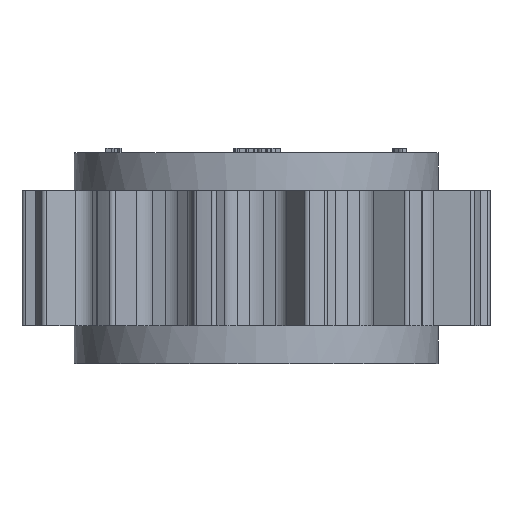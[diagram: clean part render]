
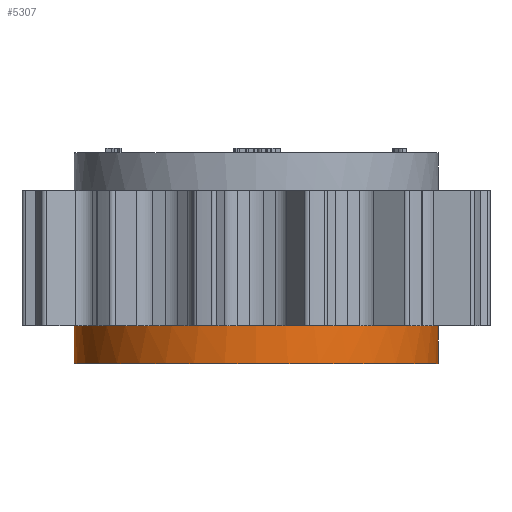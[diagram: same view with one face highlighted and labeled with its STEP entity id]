
A CAD part, front view. The second image highlights one B-rep face of the part: STEP entity #5307.
In plain terms, the highlighted cylindrical face has radius 21.572 mm (diameter 43.143 mm), a partial arc.
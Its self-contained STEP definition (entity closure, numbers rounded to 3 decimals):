
#473 = AXIS2_PLACEMENT_3D ( 'NONE', #7829, #19263, #14169 ) ;
#491 = DIRECTION ( 'NONE',  ( 0., 0., 1. ) ) ;
#513 = LINE ( 'NONE', #11614, #4982 ) ;
#533 = CYLINDRICAL_SURFACE ( 'NONE', #1238, 21.571 ) ;
#765 = CIRCLE ( 'NONE', #19009, 21.571 ) ;
#1080 = VECTOR ( 'NONE', #16080, 1000. ) ;
#1211 = ORIENTED_EDGE ( 'NONE', *, *, #8704, .F. ) ;
#1238 = AXIS2_PLACEMENT_3D ( 'NONE', #3853, #8317, #14949 ) ;
#1462 = EDGE_CURVE ( 'NONE', #17702, #14204, #11280, .T. ) ;
#1720 = CARTESIAN_POINT ( 'NONE',  ( 0., 0., -8. ) ) ;
#2551 = DIRECTION ( 'NONE',  ( -1., 0., 0. ) ) ;
#3092 = CARTESIAN_POINT ( 'NONE',  ( 0., 0., -8. ) ) ;
#3589 = DIRECTION ( 'NONE',  ( -1., 0., 0. ) ) ;
#3818 = AXIS2_PLACEMENT_3D ( 'NONE', #8891, #10654, #4036 ) ;
#3830 = CIRCLE ( 'NONE', #7786, 21.571 ) ;
#3853 = CARTESIAN_POINT ( 'NONE',  ( 0., 0., 12.5 ) ) ;
#4036 = DIRECTION ( 'NONE',  ( -1., 0., 0. ) ) ;
#4617 = VERTEX_POINT ( 'NONE', #5491 ) ;
#4982 = VECTOR ( 'NONE', #6931, 1000. ) ;
#5307 = ADVANCED_FACE ( 'NONE', ( #6753 ), #533, .T. ) ;
#5491 = CARTESIAN_POINT ( 'NONE',  ( -10.025, -19.101, -8. ) ) ;
#5934 = AXIS2_PLACEMENT_3D ( 'NONE', #14348, #12890, #9361 ) ;
#6112 = DIRECTION ( 'NONE',  ( 0., 0., 1. ) ) ;
#6171 = CARTESIAN_POINT ( 'NONE',  ( -17.753, -12.254, -8. ) ) ;
#6309 = EDGE_CURVE ( 'NONE', #7592, #17702, #7593, .T. ) ;
#6457 = ORIENTED_EDGE ( 'NONE', *, *, #15549, .F. ) ;
#6519 = CARTESIAN_POINT ( 'NONE',  ( -21.571, 0., 12.5 ) ) ;
#6753 = FACE_OUTER_BOUND ( 'NONE', #14491, .T. ) ;
#6931 = DIRECTION ( 'NONE',  ( 0., 0., -1. ) ) ;
#7194 = VERTEX_POINT ( 'NONE', #12434 ) ;
#7269 = VERTEX_POINT ( 'NONE', #19186 ) ;
#7304 = VERTEX_POINT ( 'NONE', #10334 ) ;
#7592 = VERTEX_POINT ( 'NONE', #19337 ) ;
#7593 = CIRCLE ( 'NONE', #5934, 21.571 ) ;
#7751 = ORIENTED_EDGE ( 'NONE', *, *, #13287, .F. ) ;
#7786 = AXIS2_PLACEMENT_3D ( 'NONE', #16779, #491, #2551 ) ;
#7829 = CARTESIAN_POINT ( 'NONE',  ( 0., 0., -12.5 ) ) ;
#7920 = CARTESIAN_POINT ( 'NONE',  ( 0., 0., -8. ) ) ;
#8137 = DIRECTION ( 'NONE',  ( -1., 0., 0. ) ) ;
#8317 = DIRECTION ( 'NONE',  ( 0., 0., -1. ) ) ;
#8704 = EDGE_CURVE ( 'NONE', #7194, #16171, #13768, .T. ) ;
#8891 = CARTESIAN_POINT ( 'NONE',  ( 0., 0., -8. ) ) ;
#9165 = ORIENTED_EDGE ( 'NONE', *, *, #6309, .F. ) ;
#9361 = DIRECTION ( 'NONE',  ( -1., 0., 0. ) ) ;
#9417 = CIRCLE ( 'NONE', #11751, 21.571 ) ;
#9419 = DIRECTION ( 'NONE',  ( -1., 0., 0. ) ) ;
#9617 = DIRECTION ( 'NONE',  ( 0., 0., 1. ) ) ;
#9765 = ORIENTED_EDGE ( 'NONE', *, *, #15277, .T. ) ;
#10288 = CIRCLE ( 'NONE', #11623, 21.571 ) ;
#10334 = CARTESIAN_POINT ( 'NONE',  ( 0., -21.571, -8. ) ) ;
#10654 = DIRECTION ( 'NONE',  ( 0., 0., 1. ) ) ;
#11007 = EDGE_CURVE ( 'NONE', #16171, #17131, #10288, .T. ) ;
#11172 = DIRECTION ( 'NONE',  ( 0., 0., 1. ) ) ;
#11190 = DIRECTION ( 'NONE',  ( -1., 0., 0. ) ) ;
#11280 = CIRCLE ( 'NONE', #13936, 21.571 ) ;
#11393 = CIRCLE ( 'NONE', #19023, 21.571 ) ;
#11474 = DIRECTION ( 'NONE',  ( 0., 0., 1. ) ) ;
#11509 = CARTESIAN_POINT ( 'NONE',  ( 21.571, 0., -12.5 ) ) ;
#11614 = CARTESIAN_POINT ( 'NONE',  ( 21.571, 0., 12.5 ) ) ;
#11623 = AXIS2_PLACEMENT_3D ( 'NONE', #3092, #9617, #9419 ) ;
#11751 = AXIS2_PLACEMENT_3D ( 'NONE', #1720, #11172, #17415 ) ;
#12161 = EDGE_CURVE ( 'NONE', #4617, #7304, #9417, .T. ) ;
#12197 = CARTESIAN_POINT ( 'NONE',  ( 21.414, -2.6, -8. ) ) ;
#12335 = CARTESIAN_POINT ( 'NONE',  ( -21.414, -2.6, -8. ) ) ;
#12434 = CARTESIAN_POINT ( 'NONE',  ( -21.571, 0., -8. ) ) ;
#12440 = EDGE_CURVE ( 'NONE', #7269, #16428, #19711, .T. ) ;
#12809 = DIRECTION ( 'NONE',  ( 0., 0., 1. ) ) ;
#12890 = DIRECTION ( 'NONE',  ( 0., 0., 1. ) ) ;
#12961 = LINE ( 'NONE', #6519, #1080 ) ;
#12981 = ORIENTED_EDGE ( 'NONE', *, *, #12440, .T. ) ;
#13287 = EDGE_CURVE ( 'NONE', #7304, #7592, #3830, .T. ) ;
#13731 = ORIENTED_EDGE ( 'NONE', *, *, #15058, .F. ) ;
#13768 = CIRCLE ( 'NONE', #3818, 21.571 ) ;
#13936 = AXIS2_PLACEMENT_3D ( 'NONE', #17812, #11474, #3589 ) ;
#14169 = DIRECTION ( 'NONE',  ( 1., 0., 0. ) ) ;
#14204 = VERTEX_POINT ( 'NONE', #12197 ) ;
#14278 = VERTEX_POINT ( 'NONE', #15520 ) ;
#14348 = CARTESIAN_POINT ( 'NONE',  ( 0., 0., -8. ) ) ;
#14491 = EDGE_LOOP ( 'NONE', ( #16408, #6457, #17783, #9165, #7751, #15855, #13731, #14829, #1211, #9765, #12981 ) ) ;
#14829 = ORIENTED_EDGE ( 'NONE', *, *, #11007, .F. ) ;
#14949 = DIRECTION ( 'NONE',  ( -1., 0., 0. ) ) ;
#15058 = EDGE_CURVE ( 'NONE', #17131, #4617, #765, .T. ) ;
#15277 = EDGE_CURVE ( 'NONE', #7194, #7269, #12961, .T. ) ;
#15520 = CARTESIAN_POINT ( 'NONE',  ( 21.571, 0., -8. ) ) ;
#15549 = EDGE_CURVE ( 'NONE', #14204, #14278, #11393, .T. ) ;
#15556 = CARTESIAN_POINT ( 'NONE',  ( 0., 0., -8. ) ) ;
#15855 = ORIENTED_EDGE ( 'NONE', *, *, #12161, .F. ) ;
#16080 = DIRECTION ( 'NONE',  ( 0., 0., -1. ) ) ;
#16171 = VERTEX_POINT ( 'NONE', #12335 ) ;
#16408 = ORIENTED_EDGE ( 'NONE', *, *, #19020, .F. ) ;
#16428 = VERTEX_POINT ( 'NONE', #11509 ) ;
#16779 = CARTESIAN_POINT ( 'NONE',  ( 0., 0., -8. ) ) ;
#17131 = VERTEX_POINT ( 'NONE', #6171 ) ;
#17415 = DIRECTION ( 'NONE',  ( -1., 0., 0. ) ) ;
#17702 = VERTEX_POINT ( 'NONE', #18353 ) ;
#17783 = ORIENTED_EDGE ( 'NONE', *, *, #1462, .F. ) ;
#17812 = CARTESIAN_POINT ( 'NONE',  ( 0., 0., -8. ) ) ;
#18353 = CARTESIAN_POINT ( 'NONE',  ( 17.753, -12.254, -8. ) ) ;
#19009 = AXIS2_PLACEMENT_3D ( 'NONE', #15556, #6112, #11190 ) ;
#19020 = EDGE_CURVE ( 'NONE', #14278, #16428, #513, .T. ) ;
#19023 = AXIS2_PLACEMENT_3D ( 'NONE', #7920, #12809, #8137 ) ;
#19186 = CARTESIAN_POINT ( 'NONE',  ( -21.571, 0., -12.5 ) ) ;
#19263 = DIRECTION ( 'NONE',  ( 0., 0., 1. ) ) ;
#19337 = CARTESIAN_POINT ( 'NONE',  ( 10.025, -19.101, -8. ) ) ;
#19711 = CIRCLE ( 'NONE', #473, 21.571 ) ;
